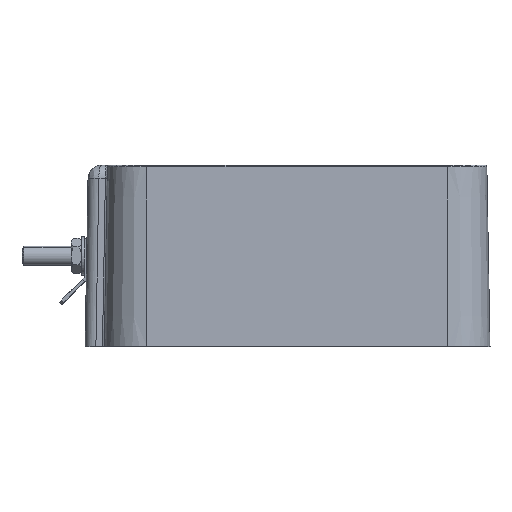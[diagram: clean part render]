
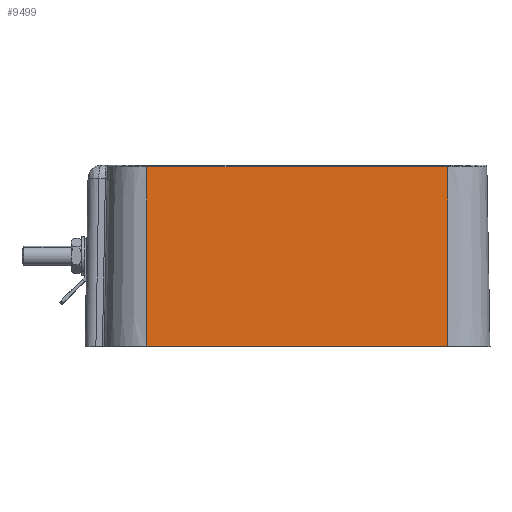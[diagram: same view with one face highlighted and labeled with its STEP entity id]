
A CAD part, top view. The second image highlights one B-rep face of the part: STEP entity #9499.
In plain terms, the highlighted planar face has unit normal (0, 0.018, 1).
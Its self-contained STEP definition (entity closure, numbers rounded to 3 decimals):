
#9499=ADVANCED_FACE('',(#11537),#10864,.T.);
#10864=PLANE('',#38071);
#11537=FACE_OUTER_BOUND('',#12882,.T.);
#12882=EDGE_LOOP('',(#14756,#14757,#14758,#14759));
#14756=ORIENTED_EDGE('',*,*,#24036,.T.);
#14757=ORIENTED_EDGE('',*,*,#23941,.F.);
#14758=ORIENTED_EDGE('',*,*,#24028,.T.);
#14759=ORIENTED_EDGE('',*,*,#24035,.T.);
#21618=VERTEX_POINT('',#47535);
#21620=VERTEX_POINT('',#47538);
#21702=VERTEX_POINT('',#47842);
#21706=VERTEX_POINT('',#47854);
#23941=EDGE_CURVE('',#21618,#21620,#30908,.T.);
#24028=EDGE_CURVE('',#21618,#21702,#30945,.T.);
#24035=EDGE_CURVE('',#21702,#21706,#30947,.T.);
#24036=EDGE_CURVE('',#21706,#21620,#30948,.T.);
#30908=LINE('',#47537,#33364);
#30945=LINE('',#47841,#33401);
#30947=LINE('',#47855,#33403);
#30948=LINE('',#47857,#33404);
#33364=VECTOR('',#40295,1.);
#33401=VECTOR('',#40390,1.);
#33403=VECTOR('',#40406,1.);
#33404=VECTOR('',#40409,1.);
#38071=AXIS2_PLACEMENT_3D('',#47858,#40410,#40411);
#40295=DIRECTION('',(-1.,0.,0.));
#40390=DIRECTION('',(0.,1.,-0.017));
#40406=DIRECTION('',(-1.,0.,0.));
#40409=DIRECTION('',(0.,-1.,0.017));
#40410=DIRECTION('',(0.,0.017,1.));
#40411=DIRECTION('',(1.,0.,0.));
#47535=CARTESIAN_POINT('',(39.,0.,50.));
#47537=CARTESIAN_POINT('',(39.,0.,50.));
#47538=CARTESIAN_POINT('',(-39.,0.,50.));
#47841=CARTESIAN_POINT('',(39.,0.,50.));
#47842=CARTESIAN_POINT('',(39.,46.509,49.188));
#47854=CARTESIAN_POINT('',(-39.,46.509,49.188));
#47855=CARTESIAN_POINT('',(39.,46.509,49.188));
#47857=CARTESIAN_POINT('',(-39.,46.509,49.188));
#47858=CARTESIAN_POINT('',(-41.505,0.,50.));
